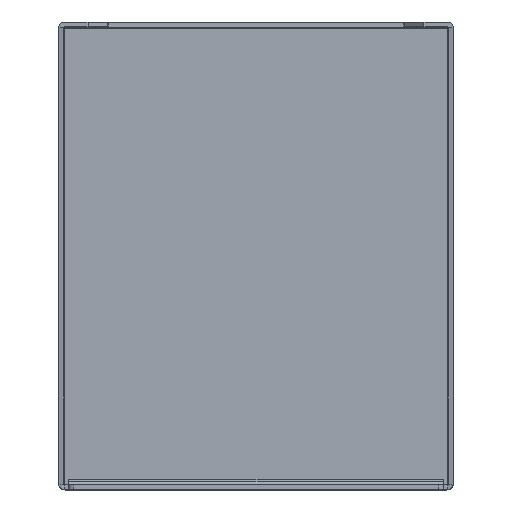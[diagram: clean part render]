
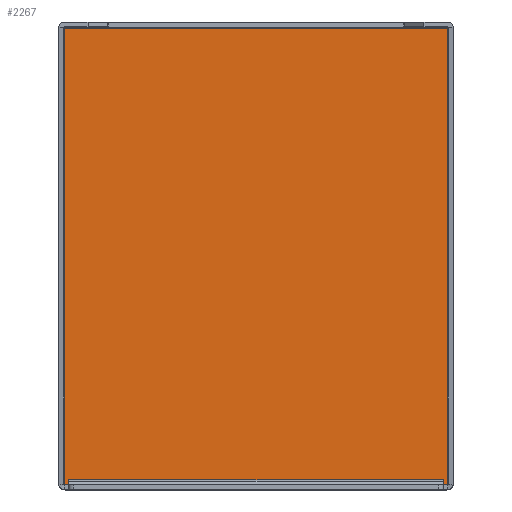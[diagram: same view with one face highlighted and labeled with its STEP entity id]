
A CAD part, top view. The second image highlights one B-rep face of the part: STEP entity #2267.
In plain terms, the highlighted planar face has unit normal (0, 0, 1).
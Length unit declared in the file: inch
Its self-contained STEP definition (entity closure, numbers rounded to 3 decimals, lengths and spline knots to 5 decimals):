
#715=CARTESIAN_POINT('',(9.9844,0.1406,0.125));
#716=VERTEX_POINT('',#715);
#766=CARTESIAN_POINT('',(0.1406,0.1406,0.125));
#767=VERTEX_POINT('',#766);
#848=CARTESIAN_POINT('',(0.1406,0.1406,0.125));
#849=DIRECTION('',(1.0,0.0,0.0));
#850=VECTOR('',#849,9.8438);
#851=LINE('',#848,#850);
#852=EDGE_CURVE('',#767,#716,#851,.T.);
#1295=CARTESIAN_POINT('',(0.1406,11.8594,0.125));
#1296=VERTEX_POINT('',#1295);
#1297=CARTESIAN_POINT('',(0.1406,11.8594,0.125));
#1298=DIRECTION('',(0.0,-1.0,0.0));
#1299=VECTOR('',#1298,11.7188);
#1300=LINE('',#1297,#1299);
#1301=EDGE_CURVE('',#1296,#767,#1300,.T.);
#1799=CARTESIAN_POINT('',(9.9844,11.8594,0.125));
#1800=VERTEX_POINT('',#1799);
#1887=CARTESIAN_POINT('',(9.9844,11.8594,0.125));
#1888=DIRECTION('',(-1.0,0.0,0.0));
#1889=VECTOR('',#1888,9.8438);
#1890=LINE('',#1887,#1889);
#1891=EDGE_CURVE('',#1800,#1296,#1890,.T.);
#2247=CARTESIAN_POINT('',(9.9844,0.1406,0.125));
#2248=DIRECTION('',(0.0,1.0,0.0));
#2249=VECTOR('',#2248,11.7188);
#2250=LINE('',#2247,#2249);
#2251=EDGE_CURVE('',#716,#1800,#2250,.T.);
#2256=CARTESIAN_POINT('',(5.0625,6.,0.125));
#2257=DIRECTION('',(0.0,0.0,1.0));
#2258=DIRECTION('',(1.0,0.0,0.0));
#2259=AXIS2_PLACEMENT_3D('',#2256,#2257,#2258);
#2260=PLANE('',#2259);
#2261=ORIENTED_EDGE('',*,*,#852,.T.);
#2262=ORIENTED_EDGE('',*,*,#2251,.T.);
#2263=ORIENTED_EDGE('',*,*,#1891,.T.);
#2264=ORIENTED_EDGE('',*,*,#1301,.T.);
#2265=EDGE_LOOP('',(#2261,#2262,#2263,#2264));
#2266=FACE_OUTER_BOUND('',#2265,.T.);
#2267=ADVANCED_FACE('',(#2266),#2260,.T.);
